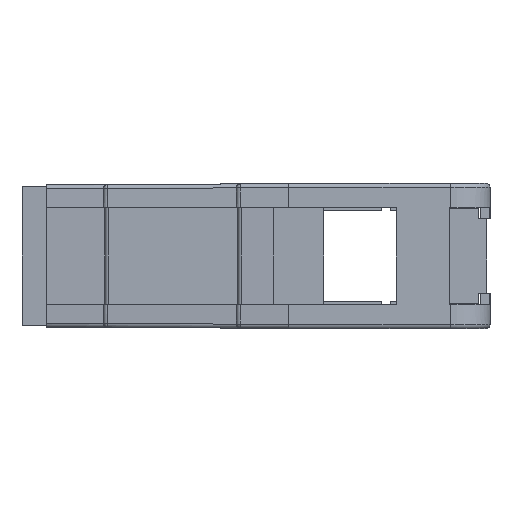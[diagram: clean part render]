
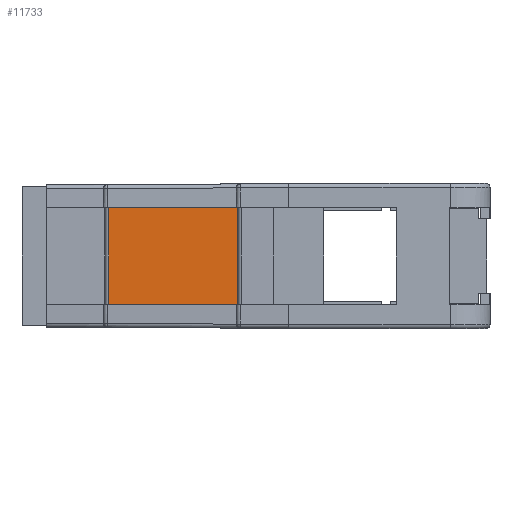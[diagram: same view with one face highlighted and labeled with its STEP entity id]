
A CAD part, left-side view. The second image highlights one B-rep face of the part: STEP entity #11733.
In plain terms, the highlighted planar face has unit normal (-1, 0, 0).
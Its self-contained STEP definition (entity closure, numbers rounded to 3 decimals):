
#195 = VERTEX_POINT ( 'NONE', #10785 ) ;
#365 = CARTESIAN_POINT ( 'NONE',  ( -30.806, 35.695, -15. ) ) ;
#1562 = VERTEX_POINT ( 'NONE', #2847 ) ;
#2694 = LINE ( 'NONE', #9614, #4006 ) ;
#2847 = CARTESIAN_POINT ( 'NONE',  ( -30.806, 35.695, -15. ) ) ;
#3115 = CARTESIAN_POINT ( 'NONE',  ( -30.806, 35.695, -109.824 ) ) ;
#3184 = EDGE_CURVE ( 'NONE', #195, #1562, #11691, .T. ) ;
#3497 = CARTESIAN_POINT ( 'NONE',  ( -30.806, 35.695, -3. ) ) ;
#3819 = ORIENTED_EDGE ( 'NONE', *, *, #3184, .F. ) ;
#4006 = VECTOR ( 'NONE', #26172, 1000. ) ;
#4368 = LINE ( 'NONE', #10469, #19727 ) ;
#5345 = EDGE_CURVE ( 'NONE', #1562, #8745, #4368, .T. ) ;
#6120 = EDGE_CURVE ( 'NONE', #195, #23354, #8556, .T. ) ;
#6543 = DIRECTION ( 'NONE',  ( 0., 1., 0. ) ) ;
#7389 = DIRECTION ( 'NONE',  ( 1., 0., 0. ) ) ;
#7545 = FACE_OUTER_BOUND ( 'NONE', #12524, .T. ) ;
#8556 = LINE ( 'NONE', #17988, #9509 ) ;
#8662 = ORIENTED_EDGE ( 'NONE', *, *, #22519, .T. ) ;
#8745 = VERTEX_POINT ( 'NONE', #3497 ) ;
#9509 = VECTOR ( 'NONE', #22233, 1000. ) ;
#9614 = CARTESIAN_POINT ( 'NONE',  ( -30.806, 35.695, -3. ) ) ;
#10288 = ORIENTED_EDGE ( 'NONE', *, *, #6120, .T. ) ;
#10469 = CARTESIAN_POINT ( 'NONE',  ( -30.806, 35.695, -109.824 ) ) ;
#10785 = CARTESIAN_POINT ( 'NONE',  ( -30.806, 19.693, -15. ) ) ;
#11691 = LINE ( 'NONE', #365, #19884 ) ;
#11733 = ADVANCED_FACE ( 'NONE', ( #7545 ), #15826, .F. ) ;
#12524 = EDGE_LOOP ( 'NONE', ( #14622, #3819, #10288, #8662 ) ) ;
#13129 = DIRECTION ( 'NONE',  ( 0., 0., 1. ) ) ;
#14622 = ORIENTED_EDGE ( 'NONE', *, *, #5345, .F. ) ;
#15826 = PLANE ( 'NONE',  #23758 ) ;
#17988 = CARTESIAN_POINT ( 'NONE',  ( -30.806, 19.693, -109.824 ) ) ;
#19727 = VECTOR ( 'NONE', #13129, 1000. ) ;
#19884 = VECTOR ( 'NONE', #6543, 1000. ) ;
#22233 = DIRECTION ( 'NONE',  ( 0., 0., 1. ) ) ;
#22519 = EDGE_CURVE ( 'NONE', #23354, #8745, #2694, .T. ) ;
#23354 = VERTEX_POINT ( 'NONE', #23512 ) ;
#23512 = CARTESIAN_POINT ( 'NONE',  ( -30.806, 19.693, -3. ) ) ;
#23758 = AXIS2_PLACEMENT_3D ( 'NONE', #3115, #7389, #24174 ) ;
#24174 = DIRECTION ( 'NONE',  ( 0., 1., 0. ) ) ;
#26172 = DIRECTION ( 'NONE',  ( 0., 1., 0. ) ) ;
